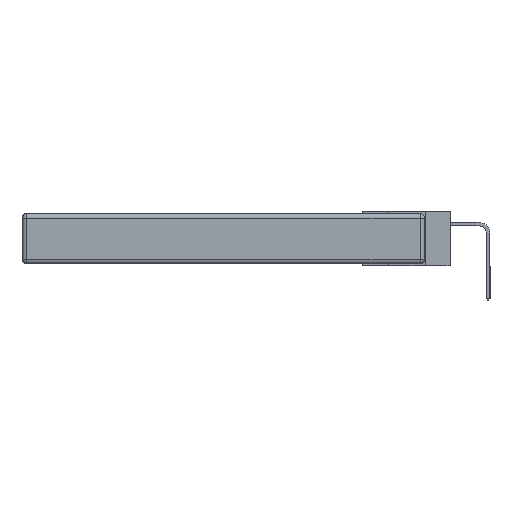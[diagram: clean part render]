
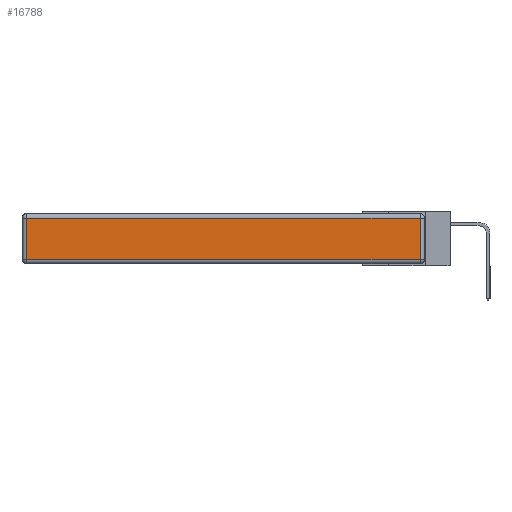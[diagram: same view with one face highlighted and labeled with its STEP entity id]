
A CAD part, left-side view. The second image highlights one B-rep face of the part: STEP entity #16788.
In plain terms, the highlighted planar face has unit normal (-1, 0, 0).
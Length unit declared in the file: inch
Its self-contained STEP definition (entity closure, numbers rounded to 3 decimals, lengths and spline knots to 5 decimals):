
#152 = EDGE_LOOP ( 'NONE', ( #6782, #7865, #15057, #17722 ) ) ;
#237 = FACE_OUTER_BOUND ( 'NONE', #152, .T. ) ;
#540 = CARTESIAN_POINT ( 'NONE',  ( 0., 0.03, -0.343 ) ) ;
#942 = VECTOR ( 'NONE', #15916, 39.37008 ) ;
#1829 = CARTESIAN_POINT ( 'NONE',  ( 0., 0., -0.313 ) ) ;
#2142 = EDGE_CURVE ( 'NONE', #19670, #2314, #11771, .T. ) ;
#2314 = VERTEX_POINT ( 'NONE', #19576 ) ;
#2378 = DIRECTION ( 'NONE',  ( 0., 0., 1. ) ) ;
#2421 = EDGE_CURVE ( 'NONE', #6048, #19670, #12983, .T. ) ;
#3090 = DIRECTION ( 'NONE',  ( 0., 1., 0. ) ) ;
#3388 = EDGE_CURVE ( 'NONE', #7499, #6048, #19301, .T. ) ;
#5715 = VECTOR ( 'NONE', #11243, 39.37008 ) ;
#5762 = DIRECTION ( 'NONE',  ( 0., 0., -1. ) ) ;
#6048 = VERTEX_POINT ( 'NONE', #12551 ) ;
#6782 = ORIENTED_EDGE ( 'NONE', *, *, #2142, .T. ) ;
#7499 = VERTEX_POINT ( 'NONE', #13913 ) ;
#7865 = ORIENTED_EDGE ( 'NONE', *, *, #17331, .T. ) ;
#8534 = DIRECTION ( 'NONE',  ( -1., 0., 0. ) ) ;
#9946 = PLANE ( 'NONE',  #14422 ) ;
#10036 = CARTESIAN_POINT ( 'NONE',  ( 0., 2.72, -0.343 ) ) ;
#10633 = CARTESIAN_POINT ( 'NONE',  ( 0., 2.75, -0.03 ) ) ;
#11243 = DIRECTION ( 'NONE',  ( 0., -1., 0. ) ) ;
#11771 = LINE ( 'NONE', #1829, #5715 ) ;
#12551 = CARTESIAN_POINT ( 'NONE',  ( 0., 2.72, -0.03 ) ) ;
#12983 = LINE ( 'NONE', #10036, #16186 ) ;
#13573 = CARTESIAN_POINT ( 'NONE',  ( 0., 2.72, -0.313 ) ) ;
#13913 = CARTESIAN_POINT ( 'NONE',  ( 0., 0.03, -0.03 ) ) ;
#14422 = AXIS2_PLACEMENT_3D ( 'NONE', #19557, #8534, #2378 ) ;
#15057 = ORIENTED_EDGE ( 'NONE', *, *, #3388, .T. ) ;
#15916 = DIRECTION ( 'NONE',  ( 0., 0., 1. ) ) ;
#16186 = VECTOR ( 'NONE', #5762, 39.37008 ) ;
#16788 = ADVANCED_FACE ( 'NONE', ( #237 ), #9946, .T. ) ;
#17123 = VECTOR ( 'NONE', #3090, 39.37008 ) ;
#17331 = EDGE_CURVE ( 'NONE', #2314, #7499, #19632, .T. ) ;
#17722 = ORIENTED_EDGE ( 'NONE', *, *, #2421, .T. ) ;
#19301 = LINE ( 'NONE', #10633, #17123 ) ;
#19557 = CARTESIAN_POINT ( 'NONE',  ( 0., 0., -0.343 ) ) ;
#19576 = CARTESIAN_POINT ( 'NONE',  ( 0., 0.03, -0.313 ) ) ;
#19632 = LINE ( 'NONE', #540, #942 ) ;
#19670 = VERTEX_POINT ( 'NONE', #13573 ) ;
